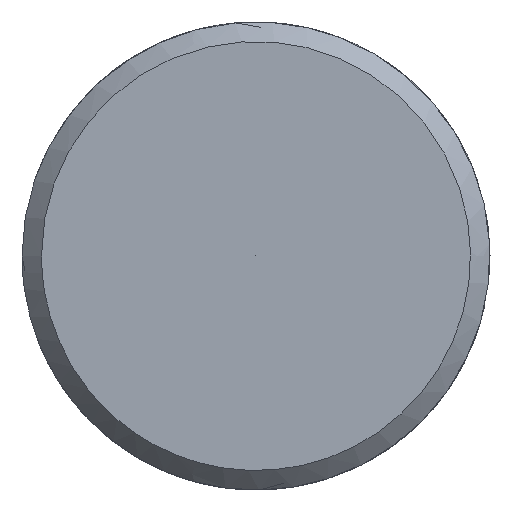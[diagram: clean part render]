
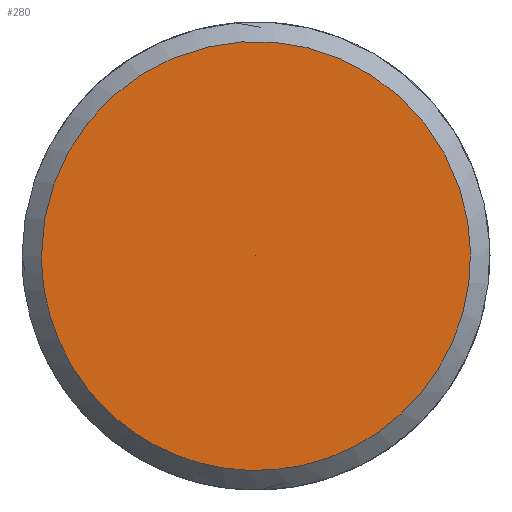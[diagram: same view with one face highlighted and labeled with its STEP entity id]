
A CAD part, left-side view. The second image highlights one B-rep face of the part: STEP entity #280.
In plain terms, the highlighted free-form (B-spline) face has degree [5, 3] with [6, 4] control points.
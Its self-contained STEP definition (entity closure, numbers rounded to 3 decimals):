
#194 = CARTESIAN_POINT ('', (-90., 2.75, 0.));
#195 = VERTEX_POINT ('', #194);
#205 = CARTESIAN_POINT ('', (-90., 2.75, 0.));
#206 = CARTESIAN_POINT ('', (-90., 2.75, 11.));
#207 = CARTESIAN_POINT ('', (-90., -8.25, 5.5));
#208 = CARTESIAN_POINT ('', (-90., -8.25, -5.5));
#209 = CARTESIAN_POINT ('', (-90., 2.75, -11.));
#210 = CARTESIAN_POINT ('', (-90., 2.75, 0.));
#211 = (
   BOUNDED_CURVE ()
   B_SPLINE_CURVE (5, (#205, #206, #207, #208, #209, #210), .UNSPECIFIED., .T., .U.)
   B_SPLINE_CURVE_WITH_KNOTS ((6, 6), (0., 1.), .UNSPECIFIED.)
   CURVE ()
   GEOMETRIC_REPRESENTATION_ITEM ()
   RATIONAL_B_SPLINE_CURVE ((5., 1., 1., 1., 1., 5.))
   REPRESENTATION_ITEM ('')
);
#212 = EDGE_CURVE ('', #195, #195, #211, .T.);
#242 = CARTESIAN_POINT ('', (-90., 0., 0.));
#243 = VERTEX_POINT ('', #242);
#244 = CARTESIAN_POINT ('', (-90., 2.75, 0.));
#245 = CARTESIAN_POINT ('', (-90., 1.833, 0.));
#246 = CARTESIAN_POINT ('', (-90., 0.917, 0.));
#247 = CARTESIAN_POINT ('', (-90., 0., 0.));
#248 = B_SPLINE_CURVE_WITH_KNOTS ('', 3, (#244, #245, #246, #247), .UNSPECIFIED., .F., .U., (4, 4), (0., 1.), .UNSPECIFIED.);
#249 = EDGE_CURVE ('', #195, #243, #248, .T.);
#250 = ORIENTED_EDGE ('', *, *, #249, .F.);
#251 = ORIENTED_EDGE ('', *, *, #212, .T.);
#252 = ORIENTED_EDGE ('', *, *, #249, .T.);
#253 = EDGE_LOOP ('', (#250, #251, #252));
#254 = FACE_OUTER_BOUND ('', #253, .F.);
#255 = CARTESIAN_POINT ('', (-90., 2.75, 0.));
#256 = CARTESIAN_POINT ('', (-90., 1.833, 0.));
#257 = CARTESIAN_POINT ('', (-90., 0.917, 0.));
#258 = CARTESIAN_POINT ('', (-90., 0., 0.));
#259 = CARTESIAN_POINT ('', (-90., 2.75, 11.));
#260 = CARTESIAN_POINT ('', (-90., 1.833, 7.333));
#261 = CARTESIAN_POINT ('', (-90., 0.917, 3.667));
#262 = CARTESIAN_POINT ('', (-90., 0., 0.));
#263 = CARTESIAN_POINT ('', (-90., -8.25, 5.5));
#264 = CARTESIAN_POINT ('', (-90., -5.5, 3.667));
#265 = CARTESIAN_POINT ('', (-90., -2.75, 1.833));
#266 = CARTESIAN_POINT ('', (-90., 0., 0.));
#267 = CARTESIAN_POINT ('', (-90., -8.25, -5.5));
#268 = CARTESIAN_POINT ('', (-90., -5.5, -3.667));
#269 = CARTESIAN_POINT ('', (-90., -2.75, -1.833));
#270 = CARTESIAN_POINT ('', (-90., 0., 0.));
#271 = CARTESIAN_POINT ('', (-90., 2.75, -11.));
#272 = CARTESIAN_POINT ('', (-90., 1.833, -7.333));
#273 = CARTESIAN_POINT ('', (-90., 0.917, -3.667));
#274 = CARTESIAN_POINT ('', (-90., 0., 0.));
#275 = CARTESIAN_POINT ('', (-90., 2.75, 0.));
#276 = CARTESIAN_POINT ('', (-90., 1.833, 0.));
#277 = CARTESIAN_POINT ('', (-90., 0.917, 0.));
#278 = CARTESIAN_POINT ('', (-90., 0., 0.));
#279 = (
   BOUNDED_SURFACE ()
   B_SPLINE_SURFACE (5, 3, ((#255, #256, #257, #258), (#259, #260, #261, #262), (#263, #264, #265, #266), (#267, #268, #269, #270), (#271, #272, #273, #274), (#275, #276, #277, #278)), .UNSPECIFIED., .T., .F., .U.)
   B_SPLINE_SURFACE_WITH_KNOTS ((6, 6), (4, 4), (0., 1.), (0., 1.), .UNSPECIFIED.)
   SURFACE ()
   GEOMETRIC_REPRESENTATION_ITEM ()
   RATIONAL_B_SPLINE_SURFACE (((5., 5., 5., 5.), (1., 1., 1., 1.), (1., 1., 1., 1.), (1., 1., 1., 1.), (1., 1., 1., 1.), (5., 5., 5., 5.)))
   REPRESENTATION_ITEM ('')
);
#280 = ADVANCED_FACE ('', (#254), #279, .F.);
